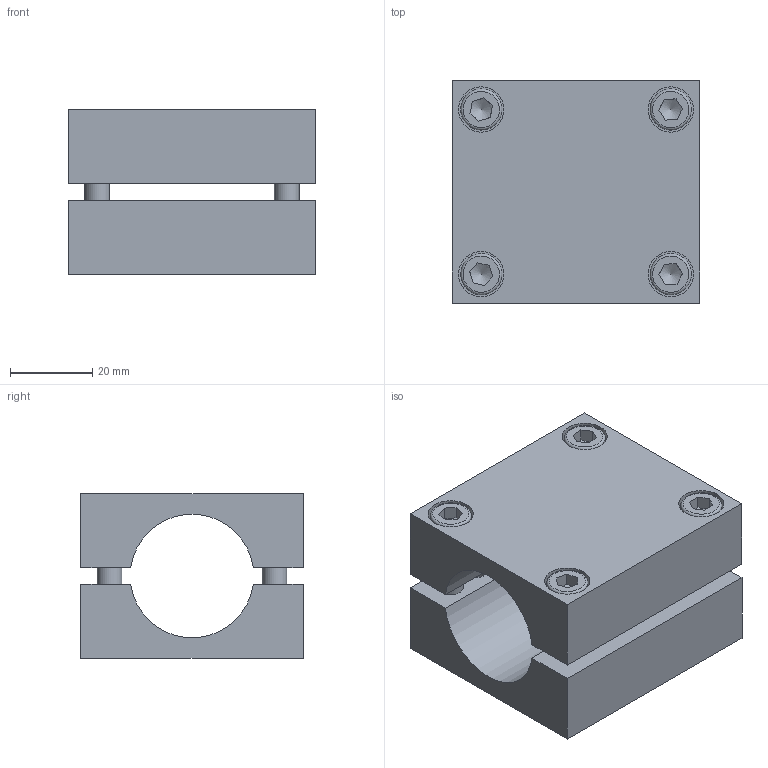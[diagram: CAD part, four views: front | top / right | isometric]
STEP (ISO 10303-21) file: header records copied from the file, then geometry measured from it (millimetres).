
FILE_DESCRIPTION((''),'2;1');
FILE_NAME('29948145 Ø30 Fußflansch.stp','2012-03-05T17:34:39',('ibasyouni'),(''),'Autodesk Inventor 2008','Autodesk Inventor 2008','');
FILE_SCHEMA(('AUTOMOTIVE_DESIGN { 1 0 10303 214 1 1 1 1 }'));
Length unit declared in the file: millimetre
Products named in the file (1): 29948145 Ø30 Fußflansch
Bounding box: 60 x 54 x 40 mm (x, y, z)
Volume: 78876.6 mm3; surface area: 26923.6 mm2
Topology: 1 solids, 1 shells, 94 faces, 224 edges, 150 vertices
Faces by surface type: plane 50, bspline 22, cylinder 10, cone 8, torus 4
Full cylindrical faces by diameter (mm): 6 x4, 10 x4
Entity records: 2760 total; most frequent: CARTESIAN_POINT 761, DIRECTION 354, ORIENTED_EDGE 336, EDGE_CURVE 168, EDGE_LOOP 168, AXIS2_PLACEMENT_3D 137, VERTEX_POINT 132, STYLED_ITEM 95
